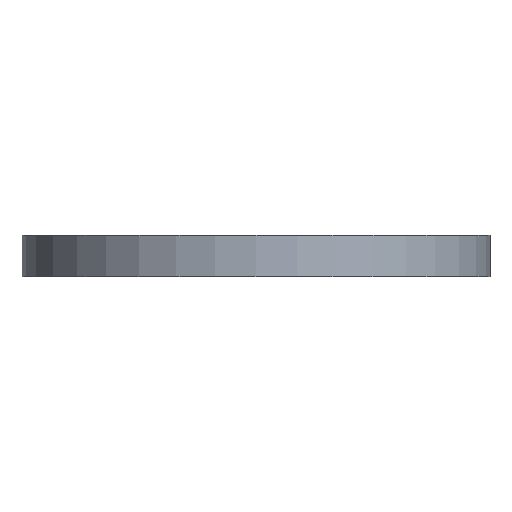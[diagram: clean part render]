
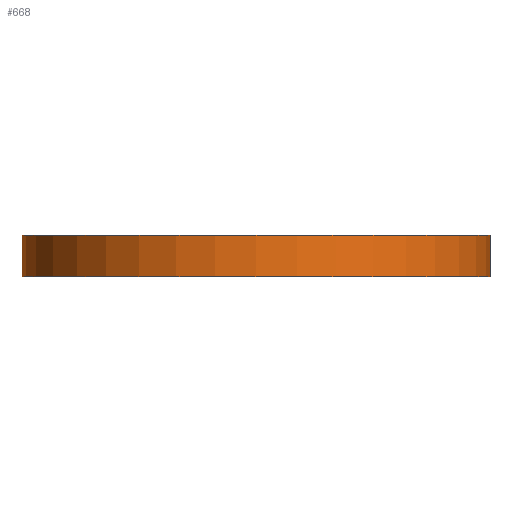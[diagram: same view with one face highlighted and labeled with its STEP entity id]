
A CAD part, front view. The second image highlights one B-rep face of the part: STEP entity #668.
In plain terms, the highlighted cylindrical face has radius 13.495 mm (diameter 26.99 mm), a full revolution.
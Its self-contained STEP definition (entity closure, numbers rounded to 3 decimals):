
#668 = ADVANCED_FACE( '', ( #1703, #1704 ), #1705, .T. );
#1703 = FACE_OUTER_BOUND( '', #4327, .T. );
#1704 = FACE_OUTER_BOUND( '', #4328, .T. );
#1705 = CYLINDRICAL_SURFACE( '', #4329, 13.495 );
#4327 = EDGE_LOOP( '', ( #11971 ) );
#4328 = EDGE_LOOP( '', ( #11972 ) );
#4329 = AXIS2_PLACEMENT_3D( '', #11973, #11974, #11975 );
#11971 = ORIENTED_EDGE( '', *, *, #15516, .F. );
#11972 = ORIENTED_EDGE( '', *, *, #15517, .F. );
#11973 = CARTESIAN_POINT( '', ( 0., 0., -1.601 ) );
#11974 = DIRECTION( '', ( 0., 0., -1. ) );
#11975 = DIRECTION( '', ( 1., 0., 0. ) );
#15516 = EDGE_CURVE( '', #17517, #17517, #17518, .T. );
#15517 = EDGE_CURVE( '', #17519, #17519, #17520, .T. );
#17517 = VERTEX_POINT( '', #20571 );
#17518 = CIRCLE( '', #20572, 13.495 );
#17519 = VERTEX_POINT( '', #20573 );
#17520 = CIRCLE( '', #20574, 13.495 );
#20571 = CARTESIAN_POINT( '', ( 13.495, 0., 0. ) );
#20572 = AXIS2_PLACEMENT_3D( '', #24237, #24238, #24239 );
#20573 = CARTESIAN_POINT( '', ( -13.495, 0., -2.4 ) );
#20574 = AXIS2_PLACEMENT_3D( '', #24240, #24241, #24242 );
#24237 = CARTESIAN_POINT( '', ( 0., 0., 0. ) );
#24238 = DIRECTION( '', ( 0., 0., 1. ) );
#24239 = DIRECTION( '', ( 1., 0., 0. ) );
#24240 = CARTESIAN_POINT( '', ( 0., 0., -2.4 ) );
#24241 = DIRECTION( '', ( 0., 0., -1. ) );
#24242 = DIRECTION( '', ( -1., 0., 0. ) );
